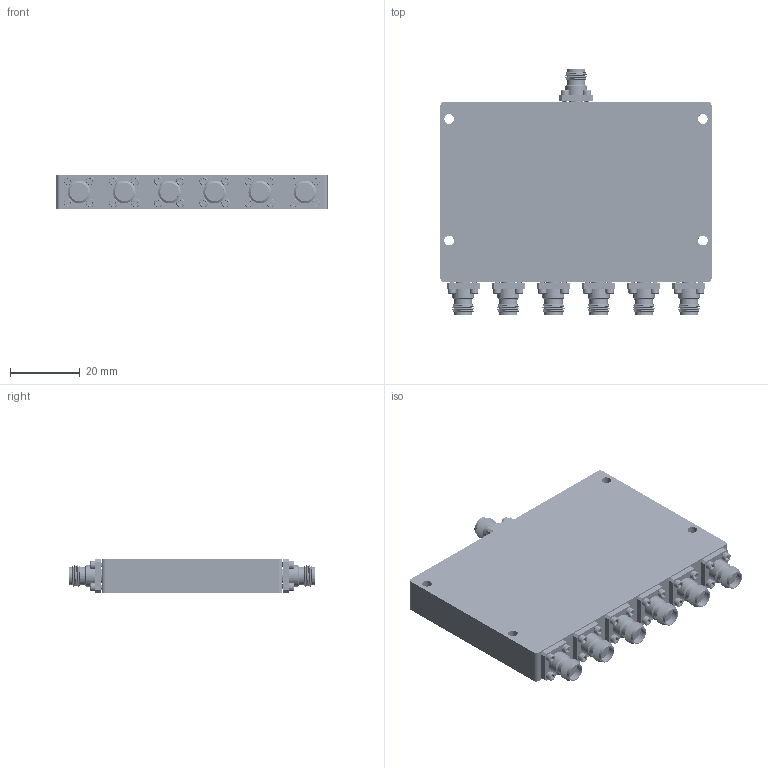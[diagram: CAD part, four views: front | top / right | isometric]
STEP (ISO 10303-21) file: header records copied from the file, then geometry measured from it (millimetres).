
FILE_DESCRIPTION (( 'STEP AP203' ), '1' );
FILE_NAME ('CS-K6-SR1.STEP', '2022-07-15T19:45:37', ( '' ), ( '' ), 'SwSTEP 2.0', 'SolidWorks 2021', '' );
FILE_SCHEMA (( 'CONFIG_CONTROL_DESIGN' ));
Length unit declared in the file: inch
Products named in the file (4): PEP-CCKF09-H4; CS-K6-SR1; PHW-SCXXXX-Y_PHW-SC0013-1
Assembly tree (37 placements, depth 2):
  CS-K6-SR1
    CS-K6-SR1
    PEP-CCKF09-H4  x7
    PHW-SCXXXX-Y_PHW-SC0013-1  x29
Bounding box: 78 x 71.05 x 10 mm (x, y, z)
Volume: 42753.8 mm3; surface area: 15616.8 mm2
Topology: 37 solids, 37 shells, 2324 faces, 5937 edges, 3780 vertices
Faces by surface type: cylinder 1397, cone 433, plane 408, bspline 72, torus 14
Entity records: 7739 total; most frequent: CARTESIAN_POINT 3115, ORIENTED_EDGE 710, DIRECTION 684, EDGE_CURVE 355, AXIS2_PLACEMENT_3D 271, VERTEX_POINT 228, EDGE_LOOP 163, LINE 142
